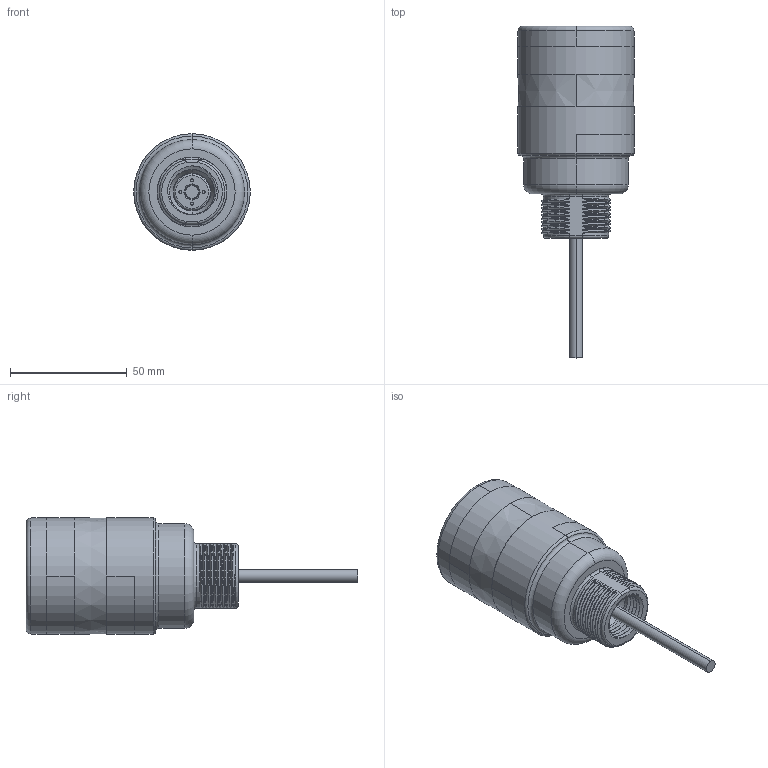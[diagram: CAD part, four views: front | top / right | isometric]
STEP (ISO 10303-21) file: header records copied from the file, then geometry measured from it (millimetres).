
FILE_DESCRIPTION((''),'2;1');
FILE_NAME('160282_SM01_ASM','2022-05-31T12:19:06',('PDMAdmin'),('BANNER ENGINEERING'),'CREO PARAMETRIC BY PTC INC, 2019292','CREO PARAMETRIC BY PTC INC, 2019292','');
FILE_SCHEMA(('CONFIG_CONTROL_DESIGN'));
Products named in the file (3): 160282_EP01; CABLE_215; 160282_SM01_ASM
Assembly tree (2 placements, depth 2):
  160282_SM01_ASM
    160282_EP01
    CABLE_215
Bounding box: 50 x 142.4 x 50 mm (x, y, z)
Volume: 144027 mm3; surface area: 19313.4 mm2
Topology: 2 solids, 2 shells, 163 faces, 426 edges, 276 vertices
Faces by surface type: bspline 70, cylinder 55, plane 16, torus 14, cone 8
Entity records: 14184 total; most frequent: CARTESIAN_POINT 10630, ORIENTED_EDGE 852, DIRECTION 501, EDGE_CURVE 426, VERTEX_POINT 276, B_SPLINE_CURVE_WITH_KNOTS 203, AXIS2_PLACEMENT_3D 180, EDGE_LOOP 172
